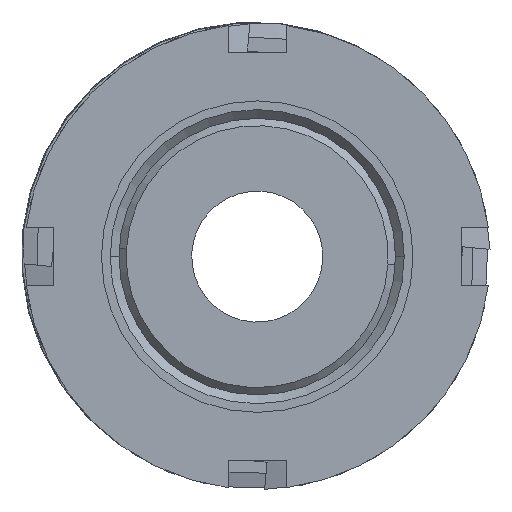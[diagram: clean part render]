
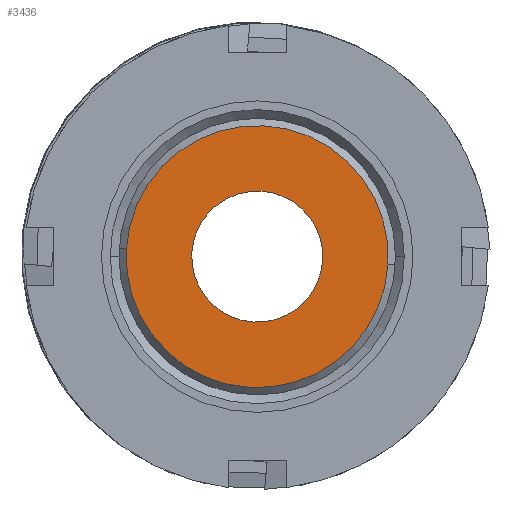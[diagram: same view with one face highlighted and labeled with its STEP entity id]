
A CAD part, front view. The second image highlights one B-rep face of the part: STEP entity #3436.
In plain terms, the highlighted planar face has unit normal (0, -1, 0).
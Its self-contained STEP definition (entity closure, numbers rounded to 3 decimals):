
#281 = EDGE_LOOP ( 'NONE', ( #619, #888 ) ) ;
#366 = CARTESIAN_POINT ( 'NONE',  ( 4.5, -15.532, 0. ) ) ;
#424 = ORIENTED_EDGE ( 'NONE', *, *, #2971, .T. ) ;
#487 = VERTEX_POINT ( 'NONE', #1725 ) ;
#501 = DIRECTION ( 'NONE',  ( -1., 0., 0. ) ) ;
#619 = ORIENTED_EDGE ( 'NONE', *, *, #3567, .F. ) ;
#713 = CARTESIAN_POINT ( 'NONE',  ( 0., -15.532, 0. ) ) ;
#804 = CARTESIAN_POINT ( 'NONE',  ( -4.5, -15.532, 0. ) ) ;
#888 = ORIENTED_EDGE ( 'NONE', *, *, #1237, .F. ) ;
#897 = AXIS2_PLACEMENT_3D ( 'NONE', #1317, #2009, #3406 ) ;
#1004 = CIRCLE ( 'NONE', #897, 4.5 ) ;
#1121 = DIRECTION ( 'NONE',  ( -1., 0., 0. ) ) ;
#1171 = ORIENTED_EDGE ( 'NONE', *, *, #1775, .T. ) ;
#1237 = EDGE_CURVE ( 'NONE', #2987, #487, #1717, .T. ) ;
#1256 = DIRECTION ( 'NONE',  ( -1., 0., 0. ) ) ;
#1317 = CARTESIAN_POINT ( 'NONE',  ( 0., -15.532, 0. ) ) ;
#1419 = CIRCLE ( 'NONE', #3442, 9. ) ;
#1430 = DIRECTION ( 'NONE',  ( 0., 1., 0. ) ) ;
#1717 = CIRCLE ( 'NONE', #3397, 9. ) ;
#1725 = CARTESIAN_POINT ( 'NONE',  ( -9., -15.532, 0. ) ) ;
#1775 = EDGE_CURVE ( 'NONE', #2698, #3784, #1004, .T. ) ;
#1910 = AXIS2_PLACEMENT_3D ( 'NONE', #713, #3474, #2091 ) ;
#2009 = DIRECTION ( 'NONE',  ( 0., 1., 0. ) ) ;
#2091 = DIRECTION ( 'NONE',  ( -1., 0., 0. ) ) ;
#2149 = EDGE_LOOP ( 'NONE', ( #424, #1171 ) ) ;
#2212 = CARTESIAN_POINT ( 'NONE',  ( 0., -15.532, 0. ) ) ;
#2252 = CARTESIAN_POINT ( 'NONE',  ( 0., -15.532, 0. ) ) ;
#2698 = VERTEX_POINT ( 'NONE', #4328 ) ;
#2719 = FACE_BOUND ( 'NONE', #2149, .T. ) ;
#2960 = DIRECTION ( 'NONE',  ( 0., 1., 0. ) ) ;
#2971 = EDGE_CURVE ( 'NONE', #3784, #2698, #4139, .T. ) ;
#2987 = VERTEX_POINT ( 'NONE', #3848 ) ;
#3207 = PLANE ( 'NONE',  #3996 ) ;
#3397 = AXIS2_PLACEMENT_3D ( 'NONE', #2252, #2960, #1256 ) ;
#3406 = DIRECTION ( 'NONE',  ( -1., 0., 0. ) ) ;
#3436 = ADVANCED_FACE ( 'NONE', ( #3542, #2719 ), #3207, .F. ) ;
#3442 = AXIS2_PLACEMENT_3D ( 'NONE', #2212, #3949, #501 ) ;
#3474 = DIRECTION ( 'NONE',  ( 0., 1., 0. ) ) ;
#3542 = FACE_OUTER_BOUND ( 'NONE', #281, .T. ) ;
#3567 = EDGE_CURVE ( 'NONE', #487, #2987, #1419, .T. ) ;
#3784 = VERTEX_POINT ( 'NONE', #804 ) ;
#3848 = CARTESIAN_POINT ( 'NONE',  ( 9., -15.532, 0. ) ) ;
#3949 = DIRECTION ( 'NONE',  ( 0., 1., 0. ) ) ;
#3996 = AXIS2_PLACEMENT_3D ( 'NONE', #366, #1430, #1121 ) ;
#4139 = CIRCLE ( 'NONE', #1910, 4.5 ) ;
#4328 = CARTESIAN_POINT ( 'NONE',  ( 4.5, -15.532, 0. ) ) ;
